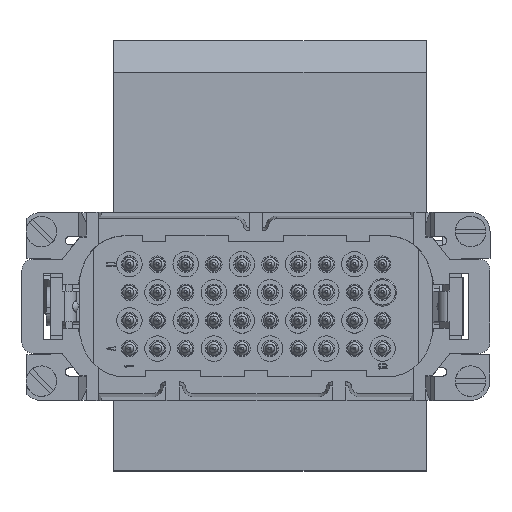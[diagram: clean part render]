
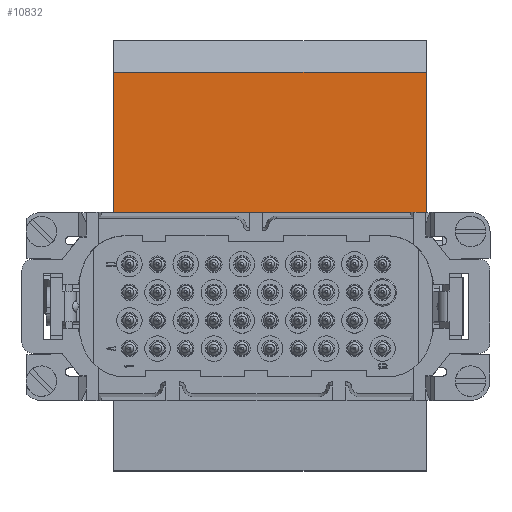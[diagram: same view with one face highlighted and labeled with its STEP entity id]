
A CAD part, top view. The second image highlights one B-rep face of the part: STEP entity #10832.
In plain terms, the highlighted planar face has unit normal (0, 0.001, 1).
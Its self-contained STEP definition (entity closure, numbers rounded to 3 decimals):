
#7026=FACE_OUTER_BOUND('',#14868,.T.);
#8921=PLANE('',#53240);
#10832=ADVANCED_FACE('',(#7026),#8921,.T.);
#14868=EDGE_LOOP('',(#18792,#18793,#18794,#18795,#18796,#18797,#18798,#18799));
#18792=ORIENTED_EDGE('',*,*,#34774,.T.);
#18793=ORIENTED_EDGE('',*,*,#34775,.F.);
#18794=ORIENTED_EDGE('',*,*,#34776,.F.);
#18795=ORIENTED_EDGE('',*,*,#34287,.F.);
#18796=ORIENTED_EDGE('',*,*,#34777,.T.);
#18797=ORIENTED_EDGE('',*,*,#34769,.T.);
#18798=ORIENTED_EDGE('',*,*,#34778,.F.);
#18799=ORIENTED_EDGE('',*,*,#34653,.F.);
#30142=VERTEX_POINT('',#70496);
#30143=VERTEX_POINT('',#70498);
#30410=VERTEX_POINT('',#71210);
#30420=VERTEX_POINT('',#71232);
#30531=VERTEX_POINT('',#71503);
#30532=VERTEX_POINT('',#71505);
#30534=VERTEX_POINT('',#71512);
#30535=VERTEX_POINT('',#71516);
#34287=EDGE_CURVE('',#30142,#30143,#42679,.T.);
#34653=EDGE_CURVE('',#30420,#30410,#42979,.T.);
#34769=EDGE_CURVE('',#30532,#30531,#43077,.T.);
#34774=EDGE_CURVE('',#30420,#30534,#43081,.T.);
#34775=EDGE_CURVE('',#30535,#30534,#43082,.T.);
#34776=EDGE_CURVE('',#30143,#30535,#43083,.T.);
#34777=EDGE_CURVE('',#30142,#30532,#43084,.T.);
#34778=EDGE_CURVE('',#30410,#30531,#43085,.T.);
#42679=LINE('',#70497,#47050);
#42979=LINE('',#71233,#47350);
#43077=LINE('',#71504,#47448);
#43081=LINE('',#71513,#47452);
#43082=LINE('',#71515,#47453);
#43083=LINE('',#71517,#47454);
#43084=LINE('',#71518,#47455);
#43085=LINE('',#71519,#47456);
#47050=VECTOR('',#56883,1.);
#47350=VECTOR('',#57487,1.);
#47448=VECTOR('',#57629,1.);
#47452=VECTOR('',#57637,1.);
#47453=VECTOR('',#57640,1.);
#47454=VECTOR('',#57641,1.);
#47455=VECTOR('',#57642,1.);
#47456=VECTOR('',#57643,1.);
#53240=AXIS2_PLACEMENT_3D('',#71520,#57644,#57645);
#56883=DIRECTION('',(0.,-1.,0.001));
#57487=DIRECTION('',(0.,-1.,0.001));
#57629=DIRECTION('',(0.,-1.,0.001));
#57637=DIRECTION('',(-1.,0.,0.));
#57640=DIRECTION('',(0.,1.,-0.001));
#57641=DIRECTION('',(-1.,0.,0.));
#57642=DIRECTION('',(1.,0.,0.));
#57643=DIRECTION('',(-1.,0.,0.));
#57644=DIRECTION('',(0.,0.001,1.));
#57645=DIRECTION('',(0.,1.,-0.001));
#70496=CARTESIAN_POINT('',(24.61,16.753,-37.482));
#70497=CARTESIAN_POINT('',(24.61,42.303,-37.497));
#70498=CARTESIAN_POINT('',(24.61,15.75,-37.481));
#71210=CARTESIAN_POINT('',(30.31,10.803,-37.478));
#71232=CARTESIAN_POINT('',(30.31,42.303,-37.497));
#71233=CARTESIAN_POINT('',(30.31,42.303,-37.497));
#71503=CARTESIAN_POINT('',(25.81,10.803,-37.478));
#71504=CARTESIAN_POINT('',(25.81,15.753,-37.481));
#71505=CARTESIAN_POINT('',(25.81,16.753,-37.482));
#71512=CARTESIAN_POINT('',(-26.19,42.303,-37.497));
#71513=CARTESIAN_POINT('',(24.61,42.303,-37.497));
#71515=CARTESIAN_POINT('',(-26.19,-28.461,-37.455));
#71516=CARTESIAN_POINT('',(-26.19,15.75,-37.481));
#71517=CARTESIAN_POINT('',(24.81,15.75,-37.481));
#71518=CARTESIAN_POINT('',(25.81,16.753,-37.482));
#71519=CARTESIAN_POINT('',(24.61,10.803,-37.478));
#71520=CARTESIAN_POINT('',(24.61,42.303,-37.497));
